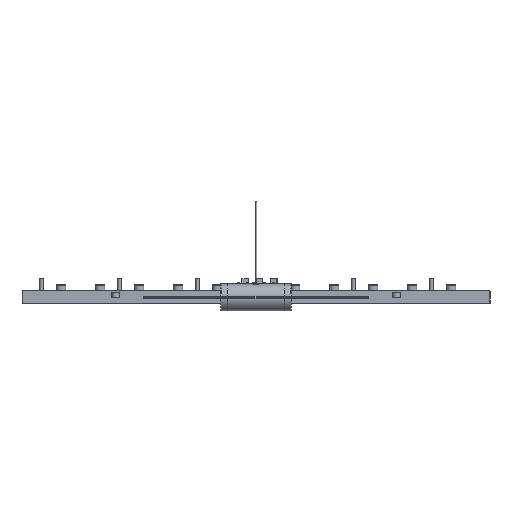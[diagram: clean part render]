
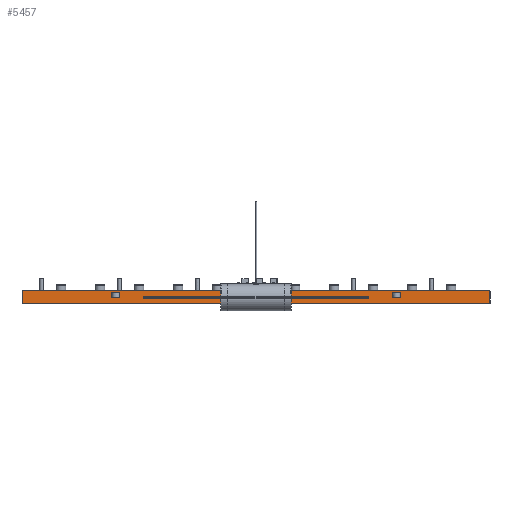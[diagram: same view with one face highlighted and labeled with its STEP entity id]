
A CAD part, front view. The second image highlights one B-rep face of the part: STEP entity #5457.
In plain terms, the highlighted planar face has unit normal (0, -1, 0).
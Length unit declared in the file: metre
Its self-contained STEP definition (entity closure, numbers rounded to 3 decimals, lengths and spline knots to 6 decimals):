
#5056 = CYLINDRICAL_SURFACE('',#5057,75.);
#5057 = AXIS2_PLACEMENT_3D('',#5058,#5059,#5060);
#5058 = CARTESIAN_POINT('',(-36425.,-1675.,-1000.));
#5059 = DIRECTION('',(0.,0.,1.));
#5060 = DIRECTION('',(-1.,-0.,0.));
#5154 = VERTEX_POINT('',#5155);
#5155 = CARTESIAN_POINT('',(-36425.,-1750.,-1000.));
#5199 = EDGE_CURVE('',#5154,#5200,#5202,.T.);
#5200 = VERTEX_POINT('',#5201);
#5201 = CARTESIAN_POINT('',(-36425.,-1750.,1000.));
#5202 = SURFACE_CURVE('',#5203,(#5207,#5214),.PCURVE_S1.);
#5203 = LINE('',#5204,#5205);
#5204 = CARTESIAN_POINT('',(-36425.,-1750.,-1000.));
#5205 = VECTOR('',#5206,1.);
#5206 = DIRECTION('',(0.,0.,1.));
#5207 = PCURVE('',#5056,#5208);
#5208 = DEFINITIONAL_REPRESENTATION('',(#5209),#5213);
#5209 = LINE('',#5210,#5211);
#5210 = CARTESIAN_POINT('',(1.571,0.));
#5211 = VECTOR('',#5212,1.);
#5212 = DIRECTION('',(0.,1.));
#5213 = ( GEOMETRIC_REPRESENTATION_CONTEXT(2) 
PARAMETRIC_REPRESENTATION_CONTEXT() REPRESENTATION_CONTEXT('2D SPACE',''
  ) );
#5214 = PCURVE('',#5215,#5220);
#5215 = PLANE('',#5216);
#5216 = AXIS2_PLACEMENT_3D('',#5217,#5218,#5219);
#5217 = CARTESIAN_POINT('',(-36500.,-1750.,-1000.));
#5218 = DIRECTION('',(0.,1.,0.));
#5219 = DIRECTION('',(0.,0.,1.));
#5220 = DEFINITIONAL_REPRESENTATION('',(#5221),#5225);
#5221 = LINE('',#5222,#5223);
#5222 = CARTESIAN_POINT('',(0.,75.));
#5223 = VECTOR('',#5224,1.);
#5224 = DIRECTION('',(1.,0.));
#5225 = ( GEOMETRIC_REPRESENTATION_CONTEXT(2) 
PARAMETRIC_REPRESENTATION_CONTEXT() REPRESENTATION_CONTEXT('2D SPACE',''
  ) );
#5292 = PLANE('',#5293);
#5293 = AXIS2_PLACEMENT_3D('',#5294,#5295,#5296);
#5294 = CARTESIAN_POINT('',(-36500.,-1750.,-1000.));
#5295 = DIRECTION('',(0.,0.,1.));
#5296 = DIRECTION('',(1.,0.,0.));
#5369 = PLANE('',#5370);
#5370 = AXIS2_PLACEMENT_3D('',#5371,#5372,#5373);
#5371 = CARTESIAN_POINT('',(-36500.,-1750.,1000.));
#5372 = DIRECTION('',(0.,0.,1.));
#5373 = DIRECTION('',(1.,0.,0.));
#5457 = ADVANCED_FACE('',(#5458),#5215,.F.);
#5458 = FACE_BOUND('',#5459,.F.);
#5459 = EDGE_LOOP('',(#5460,#5483,#5484,#5507));
#5460 = ORIENTED_EDGE('',*,*,#5461,.F.);
#5461 = EDGE_CURVE('',#5154,#5462,#5464,.T.);
#5462 = VERTEX_POINT('',#5463);
#5463 = CARTESIAN_POINT('',(36425.,-1750.,-1000.));
#5464 = SURFACE_CURVE('',#5465,(#5469,#5476),.PCURVE_S1.);
#5465 = LINE('',#5466,#5467);
#5466 = CARTESIAN_POINT('',(-36500.,-1750.,-1000.));
#5467 = VECTOR('',#5468,1.);
#5468 = DIRECTION('',(1.,0.,0.));
#5469 = PCURVE('',#5215,#5470);
#5470 = DEFINITIONAL_REPRESENTATION('',(#5471),#5475);
#5471 = LINE('',#5472,#5473);
#5472 = CARTESIAN_POINT('',(0.,0.));
#5473 = VECTOR('',#5474,1.);
#5474 = DIRECTION('',(0.,1.));
#5475 = ( GEOMETRIC_REPRESENTATION_CONTEXT(2) 
PARAMETRIC_REPRESENTATION_CONTEXT() REPRESENTATION_CONTEXT('2D SPACE',''
  ) );
#5476 = PCURVE('',#5292,#5477);
#5477 = DEFINITIONAL_REPRESENTATION('',(#5478),#5482);
#5478 = LINE('',#5479,#5480);
#5479 = CARTESIAN_POINT('',(0.,0.));
#5480 = VECTOR('',#5481,1.);
#5481 = DIRECTION('',(1.,0.));
#5482 = ( GEOMETRIC_REPRESENTATION_CONTEXT(2) 
PARAMETRIC_REPRESENTATION_CONTEXT() REPRESENTATION_CONTEXT('2D SPACE',''
  ) );
#5483 = ORIENTED_EDGE('',*,*,#5199,.T.);
#5484 = ORIENTED_EDGE('',*,*,#5485,.T.);
#5485 = EDGE_CURVE('',#5200,#5486,#5488,.T.);
#5486 = VERTEX_POINT('',#5487);
#5487 = CARTESIAN_POINT('',(36425.,-1750.,1000.));
#5488 = SURFACE_CURVE('',#5489,(#5493,#5500),.PCURVE_S1.);
#5489 = LINE('',#5490,#5491);
#5490 = CARTESIAN_POINT('',(-36500.,-1750.,1000.));
#5491 = VECTOR('',#5492,1.);
#5492 = DIRECTION('',(1.,0.,0.));
#5493 = PCURVE('',#5215,#5494);
#5494 = DEFINITIONAL_REPRESENTATION('',(#5495),#5499);
#5495 = LINE('',#5496,#5497);
#5496 = CARTESIAN_POINT('',(2000.,0.));
#5497 = VECTOR('',#5498,1.);
#5498 = DIRECTION('',(0.,1.));
#5499 = ( GEOMETRIC_REPRESENTATION_CONTEXT(2) 
PARAMETRIC_REPRESENTATION_CONTEXT() REPRESENTATION_CONTEXT('2D SPACE',''
  ) );
#5500 = PCURVE('',#5369,#5501);
#5501 = DEFINITIONAL_REPRESENTATION('',(#5502),#5506);
#5502 = LINE('',#5503,#5504);
#5503 = CARTESIAN_POINT('',(0.,0.));
#5504 = VECTOR('',#5505,1.);
#5505 = DIRECTION('',(1.,0.));
#5506 = ( GEOMETRIC_REPRESENTATION_CONTEXT(2) 
PARAMETRIC_REPRESENTATION_CONTEXT() REPRESENTATION_CONTEXT('2D SPACE',''
  ) );
#5507 = ORIENTED_EDGE('',*,*,#5508,.F.);
#5508 = EDGE_CURVE('',#5462,#5486,#5509,.T.);
#5509 = SURFACE_CURVE('',#5510,(#5514,#5521),.PCURVE_S1.);
#5510 = LINE('',#5511,#5512);
#5511 = CARTESIAN_POINT('',(36425.,-1750.,-1000.));
#5512 = VECTOR('',#5513,1.);
#5513 = DIRECTION('',(0.,0.,1.));
#5514 = PCURVE('',#5215,#5515);
#5515 = DEFINITIONAL_REPRESENTATION('',(#5516),#5520);
#5516 = LINE('',#5517,#5518);
#5517 = CARTESIAN_POINT('',(0.,72925.));
#5518 = VECTOR('',#5519,1.);
#5519 = DIRECTION('',(1.,0.));
#5520 = ( GEOMETRIC_REPRESENTATION_CONTEXT(2) 
PARAMETRIC_REPRESENTATION_CONTEXT() REPRESENTATION_CONTEXT('2D SPACE',''
  ) );
#5521 = PCURVE('',#5522,#5527);
#5522 = CYLINDRICAL_SURFACE('',#5523,75.);
#5523 = AXIS2_PLACEMENT_3D('',#5524,#5525,#5526);
#5524 = CARTESIAN_POINT('',(36425.,-1675.,-1000.));
#5525 = DIRECTION('',(0.,0.,1.));
#5526 = DIRECTION('',(0.,-1.,0.));
#5527 = DEFINITIONAL_REPRESENTATION('',(#5528),#5532);
#5528 = LINE('',#5529,#5530);
#5529 = CARTESIAN_POINT('',(0.,0.));
#5530 = VECTOR('',#5531,1.);
#5531 = DIRECTION('',(0.,1.));
#5532 = ( GEOMETRIC_REPRESENTATION_CONTEXT(2) 
PARAMETRIC_REPRESENTATION_CONTEXT() REPRESENTATION_CONTEXT('2D SPACE',''
  ) );
